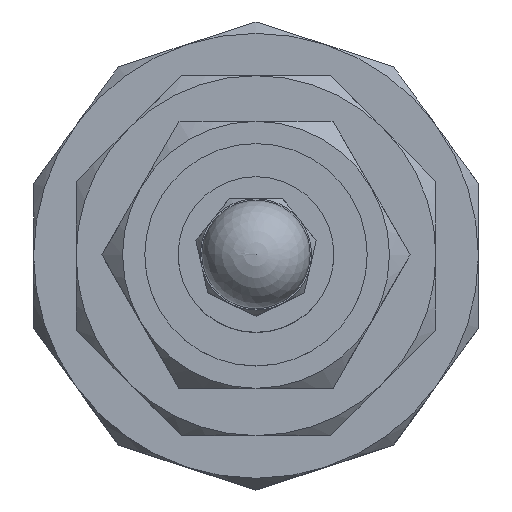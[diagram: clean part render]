
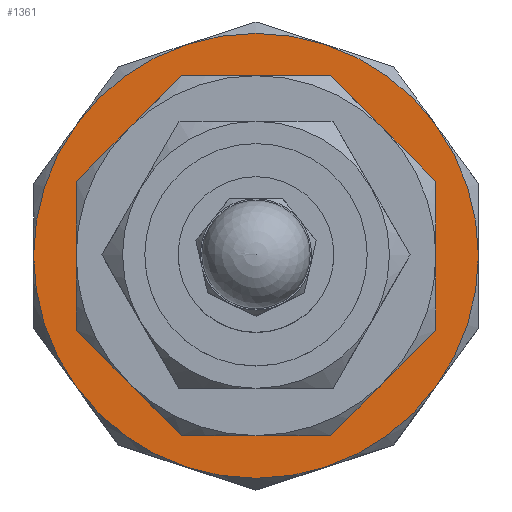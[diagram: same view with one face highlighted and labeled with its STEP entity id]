
A CAD part, top view. The second image highlights one B-rep face of the part: STEP entity #1361.
In plain terms, the highlighted planar face has unit normal (0, 0, 1).
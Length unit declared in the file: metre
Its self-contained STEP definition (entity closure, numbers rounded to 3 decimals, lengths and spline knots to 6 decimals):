
#119=PLANE('',#1484);
#172=LINE('',#2666,#237);
#173=LINE('',#2669,#238);
#174=LINE('',#2671,#239);
#175=LINE('',#2673,#240);
#176=LINE('',#2675,#241);
#177=LINE('',#2677,#242);
#178=LINE('',#2679,#243);
#179=LINE('',#2681,#244);
#237=VECTOR('',#1674,1.);
#238=VECTOR('',#1675,1.);
#239=VECTOR('',#1676,1.);
#240=VECTOR('',#1677,1.);
#241=VECTOR('',#1678,1.);
#242=VECTOR('',#1679,1.);
#243=VECTOR('',#1680,1.);
#244=VECTOR('',#1681,1.);
#303=CIRCLE('',#1485,0.01);
#304=CIRCLE('',#1486,0.01);
#305=CIRCLE('',#1487,0.01);
#306=CIRCLE('',#1488,0.01);
#307=CIRCLE('',#1489,0.01);
#308=CIRCLE('',#1490,0.01);
#309=CIRCLE('',#1491,0.01);
#310=CIRCLE('',#1492,0.01);
#311=CIRCLE('',#1493,0.01);
#312=CIRCLE('',#1494,0.01);
#368=ORIENTED_EDGE('',*,*,#756,.T.);
#369=ORIENTED_EDGE('',*,*,#757,.T.);
#370=ORIENTED_EDGE('',*,*,#758,.T.);
#371=ORIENTED_EDGE('',*,*,#759,.T.);
#372=ORIENTED_EDGE('',*,*,#760,.T.);
#373=ORIENTED_EDGE('',*,*,#761,.T.);
#374=ORIENTED_EDGE('',*,*,#762,.T.);
#375=ORIENTED_EDGE('',*,*,#763,.T.);
#376=ORIENTED_EDGE('',*,*,#764,.T.);
#377=ORIENTED_EDGE('',*,*,#765,.T.);
#378=ORIENTED_EDGE('',*,*,#766,.F.);
#379=ORIENTED_EDGE('',*,*,#767,.F.);
#380=ORIENTED_EDGE('',*,*,#768,.F.);
#381=ORIENTED_EDGE('',*,*,#769,.F.);
#382=ORIENTED_EDGE('',*,*,#770,.F.);
#383=ORIENTED_EDGE('',*,*,#771,.F.);
#384=ORIENTED_EDGE('',*,*,#772,.F.);
#385=ORIENTED_EDGE('',*,*,#773,.F.);
#756=EDGE_CURVE('',#949,#950,#303,.T.);
#757=EDGE_CURVE('',#950,#951,#304,.T.);
#758=EDGE_CURVE('',#951,#952,#305,.T.);
#759=EDGE_CURVE('',#952,#953,#306,.T.);
#760=EDGE_CURVE('',#953,#954,#307,.T.);
#761=EDGE_CURVE('',#954,#955,#308,.T.);
#762=EDGE_CURVE('',#955,#956,#309,.T.);
#763=EDGE_CURVE('',#956,#957,#310,.T.);
#764=EDGE_CURVE('',#957,#958,#311,.T.);
#765=EDGE_CURVE('',#958,#949,#312,.T.);
#766=EDGE_CURVE('',#959,#960,#172,.T.);
#767=EDGE_CURVE('',#961,#959,#173,.T.);
#768=EDGE_CURVE('',#962,#961,#174,.T.);
#769=EDGE_CURVE('',#963,#962,#175,.T.);
#770=EDGE_CURVE('',#964,#963,#176,.T.);
#771=EDGE_CURVE('',#965,#964,#177,.T.);
#772=EDGE_CURVE('',#966,#965,#178,.T.);
#773=EDGE_CURVE('',#960,#966,#179,.T.);
#949=VERTEX_POINT('',#2647);
#950=VERTEX_POINT('',#2648);
#951=VERTEX_POINT('',#2650);
#952=VERTEX_POINT('',#2652);
#953=VERTEX_POINT('',#2654);
#954=VERTEX_POINT('',#2656);
#955=VERTEX_POINT('',#2658);
#956=VERTEX_POINT('',#2660);
#957=VERTEX_POINT('',#2662);
#958=VERTEX_POINT('',#2664);
#959=VERTEX_POINT('',#2667);
#960=VERTEX_POINT('',#2668);
#961=VERTEX_POINT('',#2670);
#962=VERTEX_POINT('',#2672);
#963=VERTEX_POINT('',#2674);
#964=VERTEX_POINT('',#2676);
#965=VERTEX_POINT('',#2678);
#966=VERTEX_POINT('',#2680);
#1078=EDGE_LOOP('',(#368,#369,#370,#371,#372,#373,#374,#375,#376,#377));
#1079=EDGE_LOOP('',(#378,#379,#380,#381,#382,#383,#384,#385));
#1212=FACE_BOUND('',#1078,.T.);
#1213=FACE_BOUND('',#1079,.T.);
#1361=ADVANCED_FACE('',(#1212,#1213),#119,.T.);
#1484=AXIS2_PLACEMENT_3D('',#2645,#1652,#1653);
#1485=AXIS2_PLACEMENT_3D('',#2646,#1654,#1655);
#1486=AXIS2_PLACEMENT_3D('',#2649,#1656,#1657);
#1487=AXIS2_PLACEMENT_3D('',#2651,#1658,#1659);
#1488=AXIS2_PLACEMENT_3D('',#2653,#1660,#1661);
#1489=AXIS2_PLACEMENT_3D('',#2655,#1662,#1663);
#1490=AXIS2_PLACEMENT_3D('',#2657,#1664,#1665);
#1491=AXIS2_PLACEMENT_3D('',#2659,#1666,#1667);
#1492=AXIS2_PLACEMENT_3D('',#2661,#1668,#1669);
#1493=AXIS2_PLACEMENT_3D('',#2663,#1670,#1671);
#1494=AXIS2_PLACEMENT_3D('',#2665,#1672,#1673);
#1652=DIRECTION('',(0.,0.,1.));
#1653=DIRECTION('',(1.,0.,0.));
#1654=DIRECTION('',(0.,0.,1.));
#1655=DIRECTION('',(1.,0.,0.));
#1656=DIRECTION('',(0.,0.,1.));
#1657=DIRECTION('',(1.,0.,0.));
#1658=DIRECTION('',(0.,0.,1.));
#1659=DIRECTION('',(1.,0.,0.));
#1660=DIRECTION('',(0.,0.,1.));
#1661=DIRECTION('',(1.,0.,0.));
#1662=DIRECTION('',(0.,0.,1.));
#1663=DIRECTION('',(1.,0.,0.));
#1664=DIRECTION('',(0.,0.,1.));
#1665=DIRECTION('',(1.,0.,0.));
#1666=DIRECTION('',(0.,0.,1.));
#1667=DIRECTION('',(1.,0.,0.));
#1668=DIRECTION('',(0.,0.,1.));
#1669=DIRECTION('',(1.,0.,0.));
#1670=DIRECTION('',(0.,0.,1.));
#1671=DIRECTION('',(1.,0.,0.));
#1672=DIRECTION('',(0.,0.,1.));
#1673=DIRECTION('',(1.,0.,0.));
#1674=DIRECTION('',(0.,1.,0.));
#1675=DIRECTION('',(0.707,0.707,0.));
#1676=DIRECTION('',(1.,0.,0.));
#1677=DIRECTION('',(0.707,-0.707,0.));
#1678=DIRECTION('',(0.,-1.,0.));
#1679=DIRECTION('',(-0.707,-0.707,0.));
#1680=DIRECTION('',(-1.,0.,0.));
#1681=DIRECTION('',(-0.707,0.707,0.));
#2645=CARTESIAN_POINT('',(0.,0.,0.008));
#2646=CARTESIAN_POINT('',(0.,0.,0.008));
#2647=CARTESIAN_POINT('',(0.00809,-0.005878,0.008));
#2648=CARTESIAN_POINT('',(0.01,0.,0.008));
#2649=CARTESIAN_POINT('',(0.,0.,0.008));
#2650=CARTESIAN_POINT('',(0.00809,0.005878,0.008));
#2651=CARTESIAN_POINT('',(0.,0.,0.008));
#2652=CARTESIAN_POINT('',(0.00309,0.009511,0.008));
#2653=CARTESIAN_POINT('',(0.,0.,0.008));
#2654=CARTESIAN_POINT('',(-0.00309,0.009511,0.008));
#2655=CARTESIAN_POINT('',(0.,0.,0.008));
#2656=CARTESIAN_POINT('',(-0.00809,0.005878,0.008));
#2657=CARTESIAN_POINT('',(0.,0.,0.008));
#2658=CARTESIAN_POINT('',(-0.01,0.,0.008));
#2659=CARTESIAN_POINT('',(0.,0.,0.008));
#2660=CARTESIAN_POINT('',(-0.00809,-0.005878,0.008));
#2661=CARTESIAN_POINT('',(0.,0.,0.008));
#2662=CARTESIAN_POINT('',(-0.00309,-0.009511,0.008));
#2663=CARTESIAN_POINT('',(0.,0.,0.008));
#2664=CARTESIAN_POINT('',(0.00309,-0.009511,0.008));
#2665=CARTESIAN_POINT('',(0.,0.,0.008));
#2666=CARTESIAN_POINT('',(0.00809,0.,0.008));
#2667=CARTESIAN_POINT('',(0.00809,-0.003351,0.008));
#2668=CARTESIAN_POINT('',(0.00809,0.003351,0.008));
#2669=CARTESIAN_POINT('',(0.005721,-0.005721,0.008));
#2670=CARTESIAN_POINT('',(0.003351,-0.00809,0.008));
#2671=CARTESIAN_POINT('',(0.,-0.00809,0.008));
#2672=CARTESIAN_POINT('',(-0.003351,-0.00809,0.008));
#2673=CARTESIAN_POINT('',(-0.005721,-0.005721,0.008));
#2674=CARTESIAN_POINT('',(-0.00809,-0.003351,0.008));
#2675=CARTESIAN_POINT('',(-0.00809,0.,0.008));
#2676=CARTESIAN_POINT('',(-0.00809,0.003351,0.008));
#2677=CARTESIAN_POINT('',(-0.005721,0.005721,0.008));
#2678=CARTESIAN_POINT('',(-0.003351,0.00809,0.008));
#2679=CARTESIAN_POINT('',(0.,0.00809,0.008));
#2680=CARTESIAN_POINT('',(0.003351,0.00809,0.008));
#2681=CARTESIAN_POINT('',(0.005721,0.005721,0.008));
